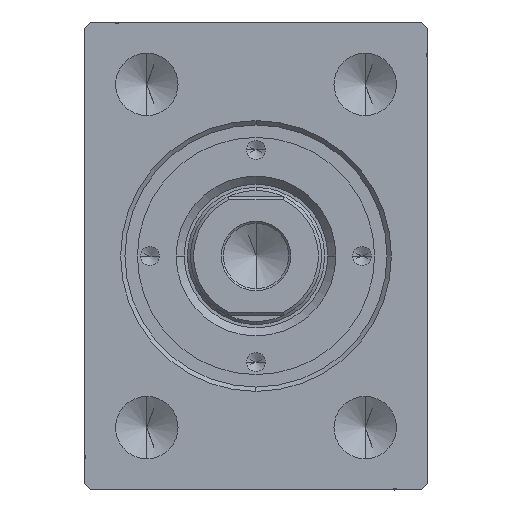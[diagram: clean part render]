
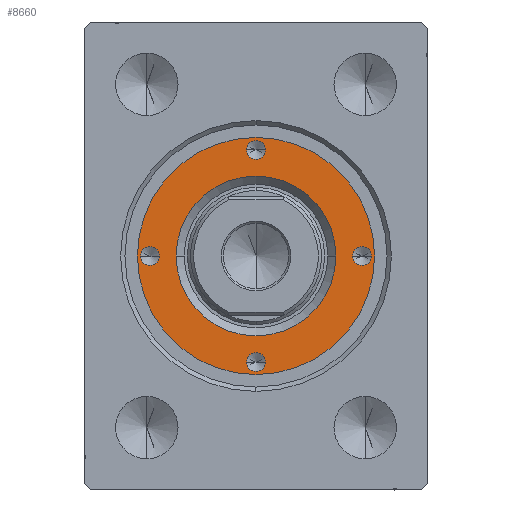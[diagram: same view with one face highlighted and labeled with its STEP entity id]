
A CAD part, left-side view. The second image highlights one B-rep face of the part: STEP entity #8660.
In plain terms, the highlighted face is planar.
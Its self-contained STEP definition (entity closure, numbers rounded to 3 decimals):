
#250 = CARTESIAN_POINT ( 'NONE',  ( 0., 17., 10. ) ) ;
#999 = CARTESIAN_POINT ( 'NONE',  ( 0., 0., 10. ) ) ;
#1102 = CARTESIAN_POINT ( 'NONE',  ( -18.5, 0., 10. ) ) ;
#1184 = EDGE_CURVE ( 'NONE', #15492, #40515, #6314, .T. ) ;
#1628 = CARTESIAN_POINT ( 'NONE',  ( 0., 0., 10. ) ) ;
#2385 = EDGE_CURVE ( 'NONE', #27520, #33916, #19870, .T. ) ;
#2430 = CIRCLE ( 'NONE', #31629, 1.5 ) ;
#2467 = ORIENTED_EDGE ( 'NONE', *, *, #13653, .F. ) ;
#2923 = CARTESIAN_POINT ( 'NONE',  ( 0., 0., 10. ) ) ;
#3629 = AXIS2_PLACEMENT_3D ( 'NONE', #32247, #8404, #22660 ) ;
#3673 = DIRECTION ( 'NONE',  ( 0., 0., 1. ) ) ;
#3828 = CIRCLE ( 'NONE', #15228, 1.5 ) ;
#4527 = DIRECTION ( 'NONE',  ( 1., 0., 0. ) ) ;
#4591 = CIRCLE ( 'NONE', #22366, 1.5 ) ;
#4668 = AXIS2_PLACEMENT_3D ( 'NONE', #26902, #40303, #36938 ) ;
#5770 = ORIENTED_EDGE ( 'NONE', *, *, #11775, .T. ) ;
#5824 = VERTEX_POINT ( 'NONE', #1102 ) ;
#6314 = CIRCLE ( 'NONE', #23421, 12.8 ) ;
#7063 = CARTESIAN_POINT ( 'NONE',  ( 0., 0., 10. ) ) ;
#7106 = CARTESIAN_POINT ( 'NONE',  ( 19., 0., 10. ) ) ;
#7116 = DIRECTION ( 'NONE',  ( 0., 0., 1. ) ) ;
#7477 = VERTEX_POINT ( 'NONE', #13020 ) ;
#8007 = VERTEX_POINT ( 'NONE', #42375 ) ;
#8304 = DIRECTION ( 'NONE',  ( 0., 0., 1. ) ) ;
#8404 = DIRECTION ( 'NONE',  ( 0., 0., 1. ) ) ;
#8472 = AXIS2_PLACEMENT_3D ( 'NONE', #18250, #7116, #41476 ) ;
#8660 = ADVANCED_FACE ( 'NONE', ( #39631, #12642, #36046, #32914, #15519, #29128 ), #25361, .T. ) ;
#10087 = DIRECTION ( 'NONE',  ( 0., 0., 1. ) ) ;
#10659 = ORIENTED_EDGE ( 'NONE', *, *, #25395, .F. ) ;
#10786 = DIRECTION ( 'NONE',  ( 0., 0., 1. ) ) ;
#10833 = CARTESIAN_POINT ( 'NONE',  ( -17., 0., 10. ) ) ;
#10847 = CIRCLE ( 'NONE', #40788, 1.5 ) ;
#10860 = ORIENTED_EDGE ( 'NONE', *, *, #2385, .F. ) ;
#11564 = CARTESIAN_POINT ( 'NONE',  ( -12.8, 0., 10. ) ) ;
#11775 = EDGE_CURVE ( 'NONE', #17870, #8007, #30064, .T. ) ;
#11899 = DIRECTION ( 'NONE',  ( 1., 0., 0. ) ) ;
#12642 = FACE_BOUND ( 'NONE', #37821, .T. ) ;
#13020 = CARTESIAN_POINT ( 'NONE',  ( 1.5, -17., 10. ) ) ;
#13653 = EDGE_CURVE ( 'NONE', #21277, #24522, #2430, .T. ) ;
#14410 = EDGE_LOOP ( 'NONE', ( #23266, #33441 ) ) ;
#15228 = AXIS2_PLACEMENT_3D ( 'NONE', #30873, #3673, #34012 ) ;
#15324 = EDGE_CURVE ( 'NONE', #24522, #21277, #3828, .T. ) ;
#15468 = DIRECTION ( 'NONE',  ( 1., 0., 0. ) ) ;
#15492 = VERTEX_POINT ( 'NONE', #26168 ) ;
#15519 = FACE_BOUND ( 'NONE', #22344, .T. ) ;
#16191 = EDGE_CURVE ( 'NONE', #8007, #17870, #29497, .T. ) ;
#16666 = AXIS2_PLACEMENT_3D ( 'NONE', #999, #21733, #15468 ) ;
#16668 = ORIENTED_EDGE ( 'NONE', *, *, #1184, .T. ) ;
#16735 = DIRECTION ( 'NONE',  ( 1., 0., 0. ) ) ;
#17303 = DIRECTION ( 'NONE',  ( 1., 0., 0. ) ) ;
#17870 = VERTEX_POINT ( 'NONE', #7106 ) ;
#17966 = ORIENTED_EDGE ( 'NONE', *, *, #16191, .T. ) ;
#18250 = CARTESIAN_POINT ( 'NONE',  ( 0., 17., 10. ) ) ;
#18636 = EDGE_LOOP ( 'NONE', ( #17966, #5770 ) ) ;
#19710 = CIRCLE ( 'NONE', #37522, 12.8 ) ;
#19870 = CIRCLE ( 'NONE', #8472, 1.5 ) ;
#20171 = EDGE_CURVE ( 'NONE', #5824, #32829, #33861, .T. ) ;
#21277 = VERTEX_POINT ( 'NONE', #23719 ) ;
#21610 = ORIENTED_EDGE ( 'NONE', *, *, #24743, .F. ) ;
#21733 = DIRECTION ( 'NONE',  ( 0., 0., 1. ) ) ;
#21878 = EDGE_LOOP ( 'NONE', ( #21610, #10659 ) ) ;
#21995 = DIRECTION ( 'NONE',  ( 0., 0., 1. ) ) ;
#22217 = AXIS2_PLACEMENT_3D ( 'NONE', #2923, #34337, #16735 ) ;
#22344 = EDGE_LOOP ( 'NONE', ( #16668, #22967 ) ) ;
#22366 = AXIS2_PLACEMENT_3D ( 'NONE', #34936, #21995, #25126 ) ;
#22660 = DIRECTION ( 'NONE',  ( 1., 0., 0. ) ) ;
#22967 = ORIENTED_EDGE ( 'NONE', *, *, #43903, .T. ) ;
#23266 = ORIENTED_EDGE ( 'NONE', *, *, #28329, .F. ) ;
#23421 = AXIS2_PLACEMENT_3D ( 'NONE', #1628, #42464, #11899 ) ;
#23719 = CARTESIAN_POINT ( 'NONE',  ( 15.5, 0., 10. ) ) ;
#24296 = CIRCLE ( 'NONE', #27178, 1.5 ) ;
#24522 = VERTEX_POINT ( 'NONE', #34577 ) ;
#24645 = CARTESIAN_POINT ( 'NONE',  ( 1.5, 17., 10. ) ) ;
#24743 = EDGE_CURVE ( 'NONE', #7477, #39185, #4591, .T. ) ;
#25126 = DIRECTION ( 'NONE',  ( 1., 0., 0. ) ) ;
#25258 = CARTESIAN_POINT ( 'NONE',  ( 0., -17., 10. ) ) ;
#25361 = PLANE ( 'NONE',  #3629 ) ;
#25395 = EDGE_CURVE ( 'NONE', #39185, #7477, #24296, .T. ) ;
#26168 = CARTESIAN_POINT ( 'NONE',  ( 12.8, 0., 10. ) ) ;
#26902 = CARTESIAN_POINT ( 'NONE',  ( -17., 0., 10. ) ) ;
#27178 = AXIS2_PLACEMENT_3D ( 'NONE', #25258, #8304, #39520 ) ;
#27447 = CARTESIAN_POINT ( 'NONE',  ( -1.5, -17., 10. ) ) ;
#27520 = VERTEX_POINT ( 'NONE', #24645 ) ;
#28329 = EDGE_CURVE ( 'NONE', #32829, #5824, #10847, .T. ) ;
#29128 = FACE_OUTER_BOUND ( 'NONE', #18636, .T. ) ;
#29497 = CIRCLE ( 'NONE', #16666, 19. ) ;
#30064 = CIRCLE ( 'NONE', #22217, 19. ) ;
#30837 = CARTESIAN_POINT ( 'NONE',  ( -15.5, 0., 10. ) ) ;
#30873 = CARTESIAN_POINT ( 'NONE',  ( 17., 0., 10. ) ) ;
#31629 = AXIS2_PLACEMENT_3D ( 'NONE', #41354, #10786, #4527 ) ;
#31785 = DIRECTION ( 'NONE',  ( 1., 0., 0. ) ) ;
#32247 = CARTESIAN_POINT ( 'NONE',  ( 0., 0., 10. ) ) ;
#32697 = CARTESIAN_POINT ( 'NONE',  ( -1.5, 17., 10. ) ) ;
#32829 = VERTEX_POINT ( 'NONE', #30837 ) ;
#32914 = FACE_BOUND ( 'NONE', #21878, .T. ) ;
#33441 = ORIENTED_EDGE ( 'NONE', *, *, #20171, .F. ) ;
#33861 = CIRCLE ( 'NONE', #4668, 1.5 ) ;
#33916 = VERTEX_POINT ( 'NONE', #32697 ) ;
#34012 = DIRECTION ( 'NONE',  ( 1., 0., 0. ) ) ;
#34337 = DIRECTION ( 'NONE',  ( 0., 0., 1. ) ) ;
#34577 = CARTESIAN_POINT ( 'NONE',  ( 18.5, 0., 10. ) ) ;
#34603 = AXIS2_PLACEMENT_3D ( 'NONE', #250, #10087, #37514 ) ;
#34917 = ORIENTED_EDGE ( 'NONE', *, *, #15324, .F. ) ;
#34936 = CARTESIAN_POINT ( 'NONE',  ( 0., -17., 10. ) ) ;
#36046 = FACE_BOUND ( 'NONE', #36820, .T. ) ;
#36820 = EDGE_LOOP ( 'NONE', ( #34917, #2467 ) ) ;
#36938 = DIRECTION ( 'NONE',  ( 1., 0., 0. ) ) ;
#37514 = DIRECTION ( 'NONE',  ( 1., 0., 0. ) ) ;
#37522 = AXIS2_PLACEMENT_3D ( 'NONE', #7063, #38672, #17303 ) ;
#37821 = EDGE_LOOP ( 'NONE', ( #10860, #39675 ) ) ;
#38162 = CIRCLE ( 'NONE', #34603, 1.5 ) ;
#38672 = DIRECTION ( 'NONE',  ( 0., 0., -1. ) ) ;
#39185 = VERTEX_POINT ( 'NONE', #27447 ) ;
#39520 = DIRECTION ( 'NONE',  ( 1., 0., 0. ) ) ;
#39631 = FACE_BOUND ( 'NONE', #14410, .T. ) ;
#39675 = ORIENTED_EDGE ( 'NONE', *, *, #42310, .F. ) ;
#40303 = DIRECTION ( 'NONE',  ( 0., 0., 1. ) ) ;
#40515 = VERTEX_POINT ( 'NONE', #11564 ) ;
#40788 = AXIS2_PLACEMENT_3D ( 'NONE', #10833, #41624, #31785 ) ;
#41354 = CARTESIAN_POINT ( 'NONE',  ( 17., 0., 10. ) ) ;
#41476 = DIRECTION ( 'NONE',  ( 1., 0., 0. ) ) ;
#41624 = DIRECTION ( 'NONE',  ( 0., 0., 1. ) ) ;
#42310 = EDGE_CURVE ( 'NONE', #33916, #27520, #38162, .T. ) ;
#42375 = CARTESIAN_POINT ( 'NONE',  ( -19., 0., 10. ) ) ;
#42464 = DIRECTION ( 'NONE',  ( 0., 0., -1. ) ) ;
#43903 = EDGE_CURVE ( 'NONE', #40515, #15492, #19710, .T. ) ;
